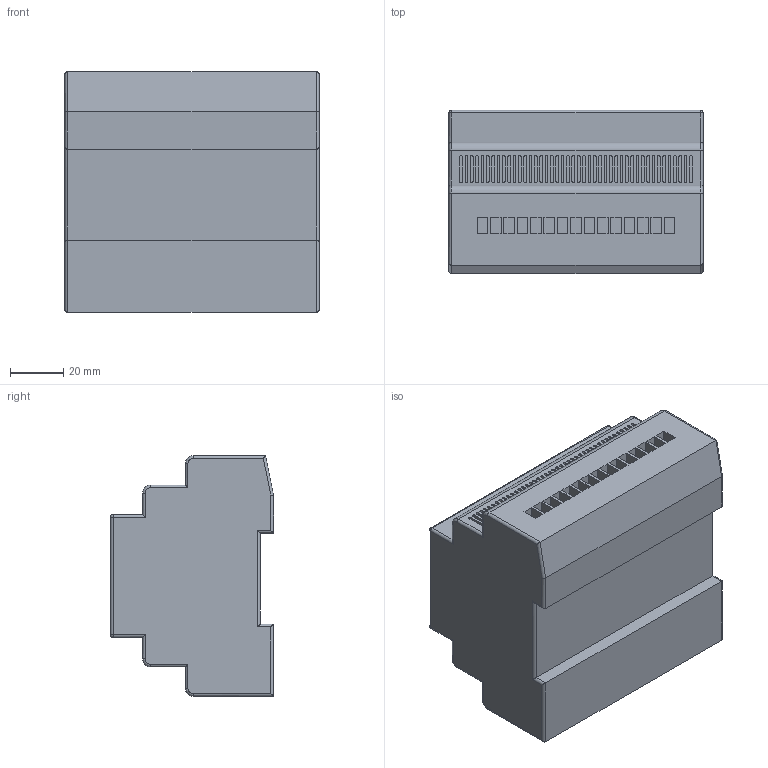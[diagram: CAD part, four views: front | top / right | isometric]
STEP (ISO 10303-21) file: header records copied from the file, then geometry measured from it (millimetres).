
FILE_DESCRIPTION (( 'STEP AP214' ), '1' );
FILE_NAME ('PLR-S-CPU-1410R-AC-BE Ëîãè÷åñêîå ðåëå PLR-S. CPU1410(R) 220Â AC ñ ýêðàíîì ONI.STEP', '2018-11-16T12:04:50', ( '' ), ( '' ), 'SwSTEP 2.0', 'SolidWorks 2014', '' );
FILE_SCHEMA (( 'AUTOMOTIVE_DESIGN' ));
Length unit declared in the file: millimetre
Products named in the file (1): PLR-S-CPU-1410R-AC-BE Ëîãè÷åñêîå ðåëå PLR-S. CPU1410(R) 220Â AC ñ ýêðàíîì ONI
Bounding box: 95 x 61 x 90 mm (x, y, z)
Volume: 407844.8 mm3; surface area: 52099.6 mm2
Topology: 1 solids, 1 shells, 1084 faces, 2771 edges, 1828 vertices
Faces by surface type: plane 626, cylinder 446, torus 8, sphere 4
Entity records: 32881 total; most frequent: DIRECTION 5771, CARTESIAN_POINT 5746, ORIENTED_EDGE 5534, EDGE_CURVE 2767, AXIS2_PLACEMENT_3D 1941, LINE 1889, VECTOR 1889, VERTEX_POINT 1828
